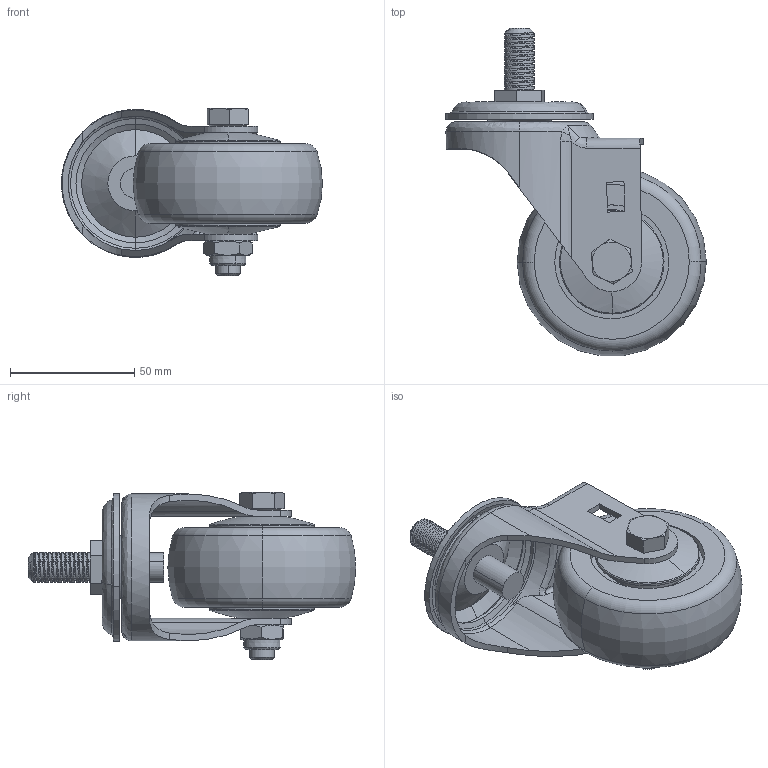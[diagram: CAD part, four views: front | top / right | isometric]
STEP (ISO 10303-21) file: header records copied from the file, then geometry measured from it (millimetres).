
FILE_DESCRIPTION (( 'STEP AP203' ), '1' );
FILE_NAME ('11390300175013.STEP', '2025-04-17T11:32:49', ( '20241006' ), ( '' ), 'SwSTEP 2.0', 'SolidWorks 2021', '' );
FILE_SCHEMA (( 'CONFIG_CONTROL_DESIGN' ));
Length unit declared in the file: millimetre
Products named in the file (7): 11390300175013; 39_________P_4__A_O.STEP^11390300455053.STEP; 314______^11390300455053.STEP; M10_2_2__A_O.STEP^11390300455053.STEP; hexagon head bolts gb_GB_FASTENER_BOLT_SB A M10X60-N_2__A_O.STEP^11390300455053.STEP; M12x29佪諶; 3___o___1__A_O.STEP^11390300455053.STEP
Assembly tree (6 placements, depth 2):
  11390300175013
    3___o___1__A_O.STEP^11390300455053.STEP
    39_________P_4__A_O.STEP^11390300455053.STEP
    hexagon head bolts gb_GB_FASTENER_BOLT_SB A M10X60-N_2__A_O.STEP^11390300455053.STEP
    M10_2_2__A_O.STEP^11390300455053.STEP
    314______^11390300455053.STEP
    M12x29佪諶
Bounding box: 104.73 x 131.63 x 67.08 mm (x, y, z)
Volume: 174224 mm3; surface area: 51550.2 mm2
Topology: 6 solids, 6 shells, 240 faces, 578 edges, 354 vertices
Faces by surface type: cylinder 78, plane 67, cone 45, bspline 36, torus 10, sphere 4
Entity records: 11655 total; most frequent: CARTESIAN_POINT 5672, ORIENTED_EDGE 1152, DIRECTION 1075, EDGE_CURVE 576, AXIS2_PLACEMENT_3D 439, VERTEX_POINT 354, EDGE_LOOP 260, ADVANCED_FACE 240
